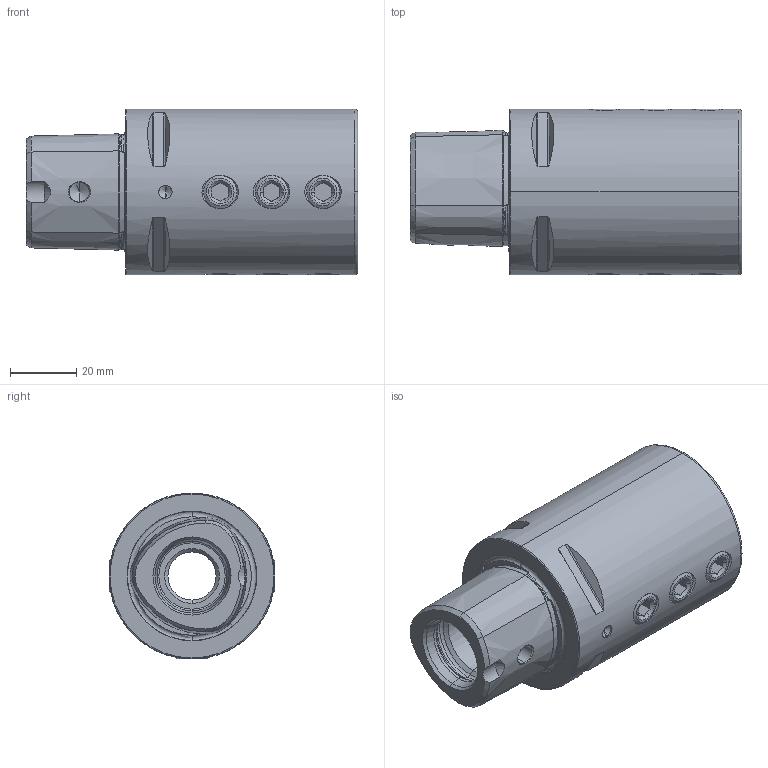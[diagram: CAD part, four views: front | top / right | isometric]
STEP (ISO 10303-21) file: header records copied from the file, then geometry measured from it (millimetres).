
FILE_DESCRIPTION (( 'STEP AP214' ), '1' );
FILE_NAME ('PS5.B25.K01.070.STEP', '2018-07-17T11:09:46', ( 'SWIAdmin' ), ( 'Hewlett-Packard Company' ), 'SwSTEP 2.0', 'SolidWorks 2017', '' );
FILE_SCHEMA (( 'AUTOMOTIVE_DESIGN' ));
Length unit declared in the file: millimetre
Products named in the file (3): PS5.B25.K01.070; PS5-B25.K01.070_A; ISO 4026 - M10 x 12_PreviewCfg
Assembly tree (10 placements, depth 2):
  PS5.B25.K01.070
    PS5-B25.K01.070_A
    ISO 4026 - M10 x 12_PreviewCfg  x9
Bounding box: 100 x 50 x 50 mm (x, y, z)
Volume: 122320.8 mm3; surface area: 32218.1 mm2
Topology: 10 solids, 10 shells, 315 faces, 748 edges, 458 vertices
Faces by surface type: cone 115, plane 101, cylinder 65, torus 34
Entity records: 7389 total; most frequent: CARTESIAN_POINT 2862, ORIENTED_EDGE 880, DIRECTION 865, EDGE_CURVE 440, AXIS2_PLACEMENT_3D 359, VERTEX_POINT 266, EDGE_LOOP 202, FACE_OUTER_BOUND 179
